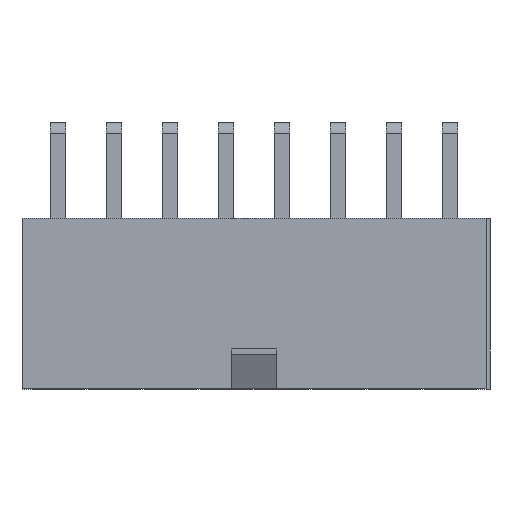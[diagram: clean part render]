
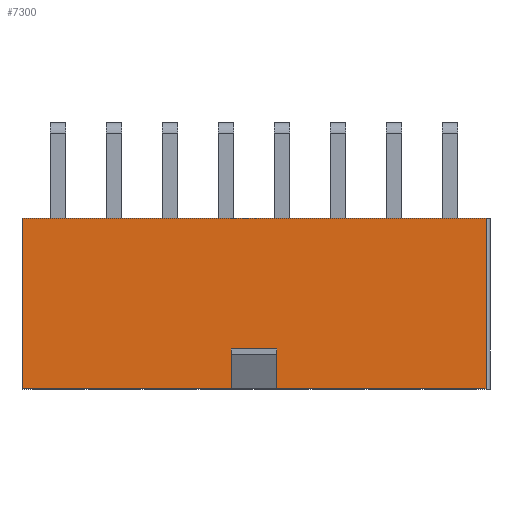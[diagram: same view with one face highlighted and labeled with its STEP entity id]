
A CAD part, top view. The second image highlights one B-rep face of the part: STEP entity #7300.
In plain terms, the highlighted planar face has unit normal (0, 0, 1).
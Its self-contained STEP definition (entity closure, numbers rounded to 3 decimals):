
#841=ORIENTED_EDGE('',*,*,#2841,.F.);
#842=ORIENTED_EDGE('',*,*,#2842,.F.);
#843=ORIENTED_EDGE('',*,*,#2843,.F.);
#844=ORIENTED_EDGE('',*,*,#2614,.F.);
#845=ORIENTED_EDGE('',*,*,#2844,.T.);
#846=ORIENTED_EDGE('',*,*,#2528,.T.);
#847=ORIENTED_EDGE('',*,*,#2845,.F.);
#848=ORIENTED_EDGE('',*,*,#2609,.F.);
#2528=EDGE_CURVE('',#3529,#3527,#4179,.T.);
#2609=EDGE_CURVE('',#3594,#3595,#4259,.T.);
#2614=EDGE_CURVE('',#3598,#3592,#4263,.T.);
#2841=EDGE_CURVE('',#3814,#3594,#4490,.T.);
#2842=EDGE_CURVE('',#3815,#3814,#4491,.T.);
#2843=EDGE_CURVE('',#3592,#3815,#4492,.T.);
#2844=EDGE_CURVE('',#3598,#3529,#4493,.T.);
#2845=EDGE_CURVE('',#3595,#3527,#4494,.T.);
#3527=VERTEX_POINT('',#10906);
#3529=VERTEX_POINT('',#10909);
#3592=VERTEX_POINT('',#11051);
#3594=VERTEX_POINT('',#11055);
#3595=VERTEX_POINT('',#11057);
#3598=VERTEX_POINT('',#11064);
#3814=VERTEX_POINT('',#11535);
#3815=VERTEX_POINT('',#11537);
#4179=LINE('',#10908,#5162);
#4259=LINE('',#11056,#5242);
#4263=LINE('',#11065,#5246);
#4490=LINE('',#11534,#5473);
#4491=LINE('',#11536,#5474);
#4492=LINE('',#11538,#5475);
#4493=LINE('',#11539,#5476);
#4494=LINE('',#11540,#5477);
#5162=VECTOR('',#8344,1000.);
#5242=VECTOR('',#8428,1000.);
#5246=VECTOR('',#8434,1000.);
#5473=VECTOR('',#8715,1000.);
#5474=VECTOR('',#8716,1000.);
#5475=VECTOR('',#8717,1000.);
#5476=VECTOR('',#8718,1000.);
#5477=VECTOR('',#8719,1000.);
#6060=EDGE_LOOP('',(#841,#842,#843,#844,#845,#846,#847,#848));
#6533=FACE_BOUND('',#6060,.T.);
#6924=PLANE('',#7713);
#7300=ADVANCED_FACE('',(#6533),#6924,.T.);
#7713=AXIS2_PLACEMENT_3D('',#11533,#8713,#8714);
#8344=DIRECTION('',(-1.,0.,0.));
#8428=DIRECTION('',(-1.,0.,0.));
#8434=DIRECTION('',(-1.,0.,0.));
#8713=DIRECTION('',(0.,0.,1.));
#8714=DIRECTION('',(1.,0.,0.));
#8715=DIRECTION('',(0.,-1.,0.));
#8716=DIRECTION('',(-1.,0.,0.));
#8717=DIRECTION('',(0.,1.,0.));
#8718=DIRECTION('',(0.,1.,0.));
#8719=DIRECTION('',(0.,1.,0.));
#10906=CARTESIAN_POINT('',(-17.4,6.4,4.8));
#10908=CARTESIAN_POINT('',(17.4,6.4,4.8));
#10909=CARTESIAN_POINT('',(17.4,6.4,4.8));
#11051=CARTESIAN_POINT('',(1.7,-6.4,4.8));
#11055=CARTESIAN_POINT('',(-1.7,-6.4,4.8));
#11056=CARTESIAN_POINT('',(17.4,-6.4,4.8));
#11057=CARTESIAN_POINT('',(-17.4,-6.4,4.8));
#11064=CARTESIAN_POINT('',(17.4,-6.4,4.8));
#11065=CARTESIAN_POINT('',(17.4,-6.4,4.8));
#11533=CARTESIAN_POINT('',(17.4,-6.4,4.8));
#11534=CARTESIAN_POINT('',(-1.7,-3.4,4.8));
#11535=CARTESIAN_POINT('',(-1.7,-3.4,4.8));
#11536=CARTESIAN_POINT('',(1.7,-3.4,4.8));
#11537=CARTESIAN_POINT('',(1.7,-3.4,4.8));
#11538=CARTESIAN_POINT('',(1.7,-6.4,4.8));
#11539=CARTESIAN_POINT('',(17.4,-6.4,4.8));
#11540=CARTESIAN_POINT('',(-17.4,-6.4,4.8));
